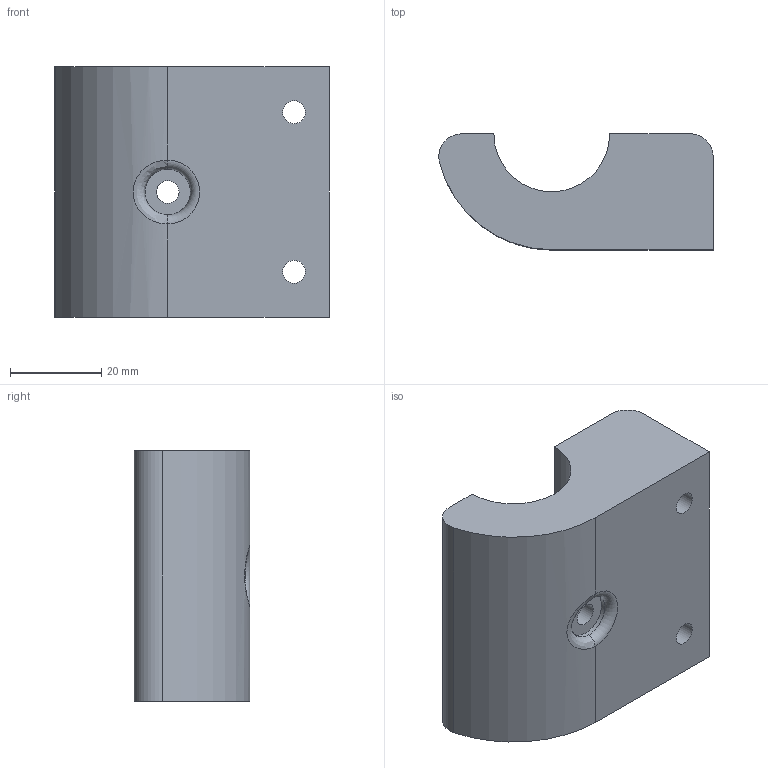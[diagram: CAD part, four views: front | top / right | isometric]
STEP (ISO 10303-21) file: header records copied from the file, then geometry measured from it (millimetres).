
FILE_DESCRIPTION(/* description */ (''),/* implementation_level */ '2;1');
FILE_NAME(/* name */ 'Output Regulator Mount.step',/* time_stamp */ '2024-06-01T19:28:43-04:00',/* author */ (''),/* organization */ (''),/* preprocessor_version */ 'ST-DEVELOPER v20',/* originating_system */ 'Autodesk Translation Framework v13.14.0.145',/* authorisation */ '');
FILE_SCHEMA (('AUTOMOTIVE_DESIGN { 1 0 10303 214 3 1 1 }'));
Length unit declared in the file: millimetre
Products named in the file (1): FusionComponent
Bounding box: 60.16 x 25.4 x 55 mm (x, y, z)
Volume: 60928.6 mm3; surface area: 12674.2 mm2
Topology: 1 solids, 1 shells, 31 faces, 85 edges, 56 vertices
Faces by surface type: plane 21, cylinder 8, bspline 1, torus 1
Full cylindrical faces by diameter (mm): 5 x3
Entity records: 1155 total; most frequent: CARTESIAN_POINT 311, ORIENTED_EDGE 170, DIRECTION 164, EDGE_CURVE 85, LINE 58, VECTOR 58, VERTEX_POINT 56, AXIS2_PLACEMENT_3D 53
